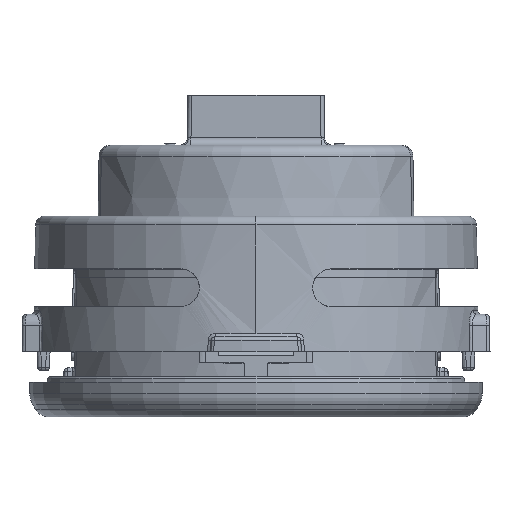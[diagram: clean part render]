
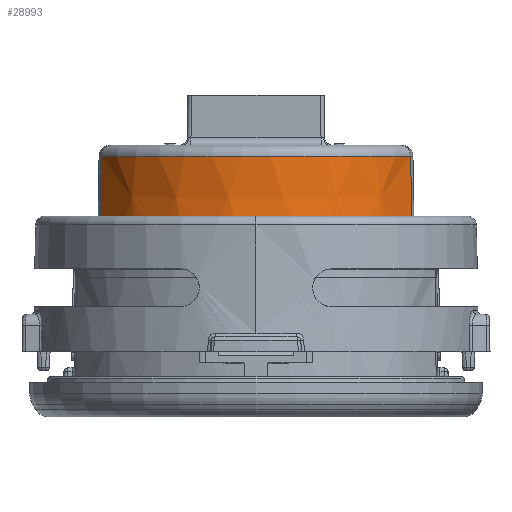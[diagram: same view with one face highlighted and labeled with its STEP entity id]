
A CAD part, front view. The second image highlights one B-rep face of the part: STEP entity #28993.
In plain terms, the highlighted conical face has half-angle 1 degrees and reference radius 23 mm.
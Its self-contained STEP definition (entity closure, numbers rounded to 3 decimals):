
#789 = EDGE_CURVE ( 'NONE', #6874, #71287, #9732, .T. ) ;
#1226 = CARTESIAN_POINT ( 'NONE',  ( 0., 0., 7.87 ) ) ;
#3827 = CARTESIAN_POINT ( 'NONE',  ( 20.653, -10.016, 10.525 ) ) ;
#4200 = CARTESIAN_POINT ( 'NONE',  ( 20.623, -10.01, 12.197 ) ) ;
#5495 = CARTESIAN_POINT ( 'NONE',  ( -20.683, -10.022, 8.853 ) ) ;
#6874 = VERTEX_POINT ( 'NONE', #20696 ) ;
#7785 = DIRECTION ( 'NONE',  ( 1., 0., 0. ) ) ;
#9507 = CARTESIAN_POINT ( 'NONE',  ( -20.52, -9.99, 18.054 ) ) ;
#9732 = CIRCLE ( 'NONE', #36307, 22.79 ) ;
#10013 = CARTESIAN_POINT ( 'NONE',  ( 20.592, -10.004, 13.952 ) ) ;
#10918 = CIRCLE ( 'NONE', #29436, 22.983 ) ;
#12074 = CARTESIAN_POINT ( 'NONE',  ( -20.487, -9.984, 19.896 ) ) ;
#14807 = DIRECTION ( 'NONE',  ( 1., 0., 0. ) ) ;
#16169 = CARTESIAN_POINT ( 'NONE',  ( 20.594, -10.005, 13.869 ) ) ;
#18975 = ORIENTED_EDGE ( 'NONE', *, *, #20303, .T. ) ;
#20303 = EDGE_CURVE ( 'NONE', #71287, #39468, #22374, .T. ) ;
#20696 = CARTESIAN_POINT ( 'NONE',  ( 20.487, -9.984, 19.896 ) ) ;
#21766 = EDGE_CURVE ( 'NONE', #22657, #6874, #67069, .T. ) ;
#21963 = CARTESIAN_POINT ( 'NONE',  ( 20.683, -10.022, 8.853 ) ) ;
#22374 = B_SPLINE_CURVE_WITH_KNOTS ( 'NONE', 3,
 ( #32982, #9507, #71486, #26833, #26119, #42831, #60537, #31555, #43901, #5495 ),
 .UNSPECIFIED., .F., .F.,
 ( 4, 3, 3, 4 ),
 ( 0., 0.006, 0.006, 0.012 ),
 .UNSPECIFIED. ) ;
#22523 = ORIENTED_EDGE ( 'NONE', *, *, #21766, .T. ) ;
#22657 = VERTEX_POINT ( 'NONE', #45166 ) ;
#25660 = CARTESIAN_POINT ( 'NONE',  ( 0., 0., 19.896 ) ) ;
#26119 = CARTESIAN_POINT ( 'NONE',  ( -20.586, -10.003, 14.286 ) ) ;
#26833 = CARTESIAN_POINT ( 'NONE',  ( -20.585, -10.003, 14.371 ) ) ;
#28766 = FACE_OUTER_BOUND ( 'NONE', #67996, .T. ) ;
#28993 = ADVANCED_FACE ( 'NONE', ( #28766 ), #65560, .T. ) ;
#29436 = AXIS2_PLACEMENT_3D ( 'NONE', #67965, #57375, #7785 ) ;
#31555 = CARTESIAN_POINT ( 'NONE',  ( -20.62, -10.01, 12.362 ) ) ;
#32097 = CARTESIAN_POINT ( 'NONE',  ( 20.555, -9.997, 16.044 ) ) ;
#32982 = CARTESIAN_POINT ( 'NONE',  ( -20.487, -9.984, 19.896 ) ) ;
#33106 = EDGE_CURVE ( 'NONE', #39468, #22657, #10918, .T. ) ;
#36307 = AXIS2_PLACEMENT_3D ( 'NONE', #25660, #52838, #14807 ) ;
#39468 = VERTEX_POINT ( 'NONE', #47246 ) ;
#42831 = CARTESIAN_POINT ( 'NONE',  ( -20.588, -10.003, 14.202 ) ) ;
#43901 = CARTESIAN_POINT ( 'NONE',  ( -20.652, -10.016, 10.607 ) ) ;
#45166 = CARTESIAN_POINT ( 'NONE',  ( 20.683, -10.022, 8.853 ) ) ;
#47246 = CARTESIAN_POINT ( 'NONE',  ( -20.683, -10.022, 8.853 ) ) ;
#50661 = ORIENTED_EDGE ( 'NONE', *, *, #789, .T. ) ;
#52800 = AXIS2_PLACEMENT_3D ( 'NONE', #1226, #71633, #66866 ) ;
#52838 = DIRECTION ( 'NONE',  ( 0., 0., -1. ) ) ;
#54193 = CARTESIAN_POINT ( 'NONE',  ( 20.521, -9.99, 17.97 ) ) ;
#57375 = DIRECTION ( 'NONE',  ( 0., 0., 1. ) ) ;
#60006 = CARTESIAN_POINT ( 'NONE',  ( 20.589, -10.004, 14.117 ) ) ;
#60349 = CARTESIAN_POINT ( 'NONE',  ( 20.487, -9.984, 19.896 ) ) ;
#60502 = ORIENTED_EDGE ( 'NONE', *, *, #33106, .T. ) ;
#60537 = CARTESIAN_POINT ( 'NONE',  ( -20.589, -10.004, 14.117 ) ) ;
#65560 = CONICAL_SURFACE ( 'NONE', #52800, 23., 0.017 ) ;
#66170 = CARTESIAN_POINT ( 'NONE',  ( 20.591, -10.004, 14.035 ) ) ;
#66866 = DIRECTION ( 'NONE',  ( -1., 0., 0. ) ) ;
#67069 = B_SPLINE_CURVE_WITH_KNOTS ( 'NONE', 3,
 ( #21963, #3827, #4200, #16169, #10013, #66170, #60006, #32097, #54193, #60349 ),
 .UNSPECIFIED., .F., .F.,
 ( 4, 3, 3, 4 ),
 ( 0.001, 0.006, 0.006, 0.012 ),
 .UNSPECIFIED. ) ;
#67965 = CARTESIAN_POINT ( 'NONE',  ( 0., 0., 8.853 ) ) ;
#67996 = EDGE_LOOP ( 'NONE', ( #22523, #50661, #18975, #60502 ) ) ;
#71287 = VERTEX_POINT ( 'NONE', #12074 ) ;
#71486 = CARTESIAN_POINT ( 'NONE',  ( -20.552, -9.996, 16.213 ) ) ;
#71633 = DIRECTION ( 'NONE',  ( 0., 0., -1. ) ) ;
